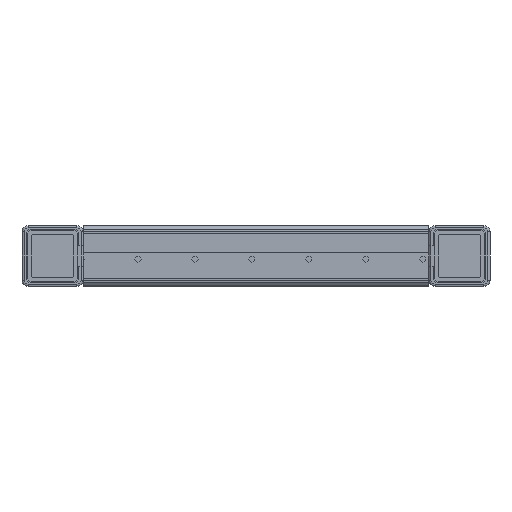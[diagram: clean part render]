
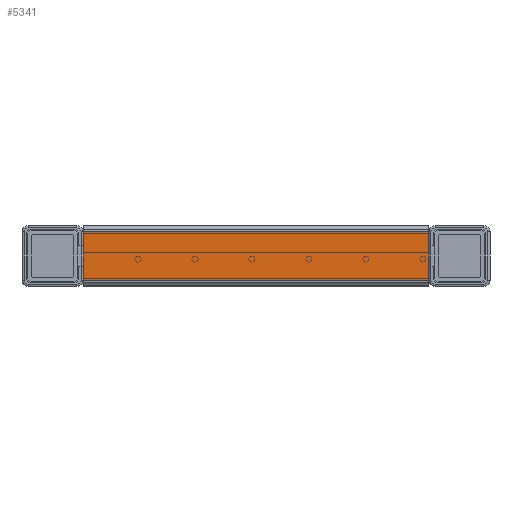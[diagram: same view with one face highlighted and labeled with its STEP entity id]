
A CAD part, front view. The second image highlights one B-rep face of the part: STEP entity #5341.
In plain terms, the highlighted planar face has unit normal (0, -1, 0).
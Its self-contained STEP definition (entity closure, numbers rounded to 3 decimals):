
#165 = LINE ( 'NONE', #5925, #1608 ) ;
#404 = EDGE_CURVE ( 'NONE', #4886, #13208, #912, .T. ) ;
#663 = DIRECTION ( 'NONE',  ( 0., 0., 1. ) ) ;
#912 = LINE ( 'NONE', #7056, #3911 ) ;
#1245 = PLANE ( 'NONE',  #13903 ) ;
#1608 = VECTOR ( 'NONE', #5724, 1000. ) ;
#1958 = CARTESIAN_POINT ( 'NONE',  ( -85., 185., 12. ) ) ;
#1968 = LINE ( 'NONE', #17687, #12157 ) ;
#2066 = CARTESIAN_POINT ( 'NONE',  ( 85., 185., 12. ) ) ;
#3248 = EDGE_LOOP ( 'NONE', ( #13365, #8746, #17187, #4438 ) ) ;
#3468 = CARTESIAN_POINT ( 'NONE',  ( -85., 185., 0. ) ) ;
#3555 = LINE ( 'NONE', #3468, #8466 ) ;
#3911 = VECTOR ( 'NONE', #12917, 1000. ) ;
#4438 = ORIENTED_EDGE ( 'NONE', *, *, #11022, .F. ) ;
#4540 = CARTESIAN_POINT ( 'NONE',  ( -100000., 185., -12. ) ) ;
#4886 = VERTEX_POINT ( 'NONE', #1958 ) ;
#5341 = ADVANCED_FACE ( 'NONE', ( #16516 ), #1245, .F. ) ;
#5724 = DIRECTION ( 'NONE',  ( -1., 0., 0. ) ) ;
#5925 = CARTESIAN_POINT ( 'NONE',  ( -100000., 185., -12. ) ) ;
#7056 = CARTESIAN_POINT ( 'NONE',  ( -100000., 185., 12. ) ) ;
#7815 = EDGE_CURVE ( 'NONE', #11921, #4886, #3555, .T. ) ;
#8466 = VECTOR ( 'NONE', #663, 1000. ) ;
#8746 = ORIENTED_EDGE ( 'NONE', *, *, #7815, .F. ) ;
#9248 = CARTESIAN_POINT ( 'NONE',  ( -85., 185., -12. ) ) ;
#9499 = EDGE_CURVE ( 'NONE', #18714, #11921, #165, .T. ) ;
#10546 = DIRECTION ( 'NONE',  ( 1., 0., 0. ) ) ;
#11022 = EDGE_CURVE ( 'NONE', #13208, #18714, #1968, .T. ) ;
#11921 = VERTEX_POINT ( 'NONE', #9248 ) ;
#12002 = DIRECTION ( 'NONE',  ( 0., 1., 0. ) ) ;
#12157 = VECTOR ( 'NONE', #15992, 1000. ) ;
#12917 = DIRECTION ( 'NONE',  ( 1., 0., 0. ) ) ;
#13208 = VERTEX_POINT ( 'NONE', #2066 ) ;
#13365 = ORIENTED_EDGE ( 'NONE', *, *, #404, .F. ) ;
#13903 = AXIS2_PLACEMENT_3D ( 'NONE', #4540, #12002, #10546 ) ;
#15992 = DIRECTION ( 'NONE',  ( 0., 0., -1. ) ) ;
#16516 = FACE_OUTER_BOUND ( 'NONE', #3248, .T. ) ;
#17127 = CARTESIAN_POINT ( 'NONE',  ( 85., 185., -12. ) ) ;
#17187 = ORIENTED_EDGE ( 'NONE', *, *, #9499, .F. ) ;
#17687 = CARTESIAN_POINT ( 'NONE',  ( 85., 185., 0. ) ) ;
#18714 = VERTEX_POINT ( 'NONE', #17127 ) ;
